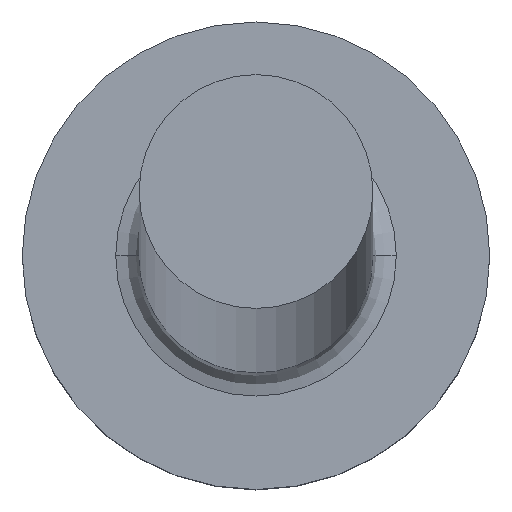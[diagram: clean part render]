
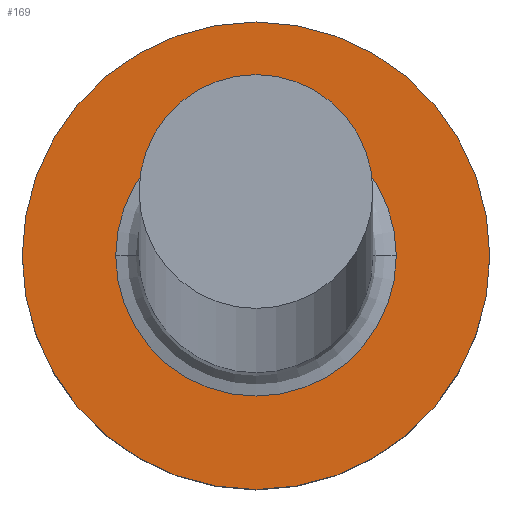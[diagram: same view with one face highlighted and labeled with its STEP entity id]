
A CAD part, top view. The second image highlights one B-rep face of the part: STEP entity #169.
In plain terms, the highlighted planar face has unit normal (0, 0, 1).
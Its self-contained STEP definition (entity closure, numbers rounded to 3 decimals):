
#3 = VERTEX_POINT ( 'NONE', #70 ) ;
#16 = CARTESIAN_POINT ( 'NONE',  ( -1.2, 0., 2. ) ) ;
#17 = DIRECTION ( 'NONE',  ( 0., 0., 1. ) ) ;
#20 = AXIS2_PLACEMENT_3D ( 'NONE', #192, #204, #232 ) ;
#36 = EDGE_LOOP ( 'NONE', ( #224, #302 ) ) ;
#40 = PLANE ( 'NONE',  #243 ) ;
#48 = DIRECTION ( 'NONE',  ( 0., 0., -1. ) ) ;
#49 = CIRCLE ( 'NONE', #20, 2. ) ;
#70 = CARTESIAN_POINT ( 'NONE',  ( -2., 0., 2. ) ) ;
#72 = FACE_OUTER_BOUND ( 'NONE', #36, .T. ) ;
#79 = DIRECTION ( 'NONE',  ( 1., 0., 0. ) ) ;
#82 = FACE_BOUND ( 'NONE', #299, .T. ) ;
#98 = CIRCLE ( 'NONE', #219, 2. ) ;
#111 = EDGE_CURVE ( 'NONE', #133, #212, #121, .T. ) ;
#118 = CARTESIAN_POINT ( 'NONE',  ( 0., 0., 2. ) ) ;
#121 = CIRCLE ( 'NONE', #274, 1.2 ) ;
#133 = VERTEX_POINT ( 'NONE', #220 ) ;
#140 = DIRECTION ( 'NONE',  ( 1., 0., 0. ) ) ;
#150 = DIRECTION ( 'NONE',  ( 1., 0., 0. ) ) ;
#151 = CARTESIAN_POINT ( 'NONE',  ( 0., 0., 2. ) ) ;
#169 = ADVANCED_FACE ( 'NONE', ( #82, #72 ), #40, .T. ) ;
#183 = CARTESIAN_POINT ( 'NONE',  ( 0., 0., 2. ) ) ;
#190 = CARTESIAN_POINT ( 'NONE',  ( 2., 0., 2. ) ) ;
#192 = CARTESIAN_POINT ( 'NONE',  ( 0., 0., 2. ) ) ;
#199 = DIRECTION ( 'NONE',  ( 1., 0., 0. ) ) ;
#202 = EDGE_CURVE ( 'NONE', #3, #246, #98, .T. ) ;
#204 = DIRECTION ( 'NONE',  ( 0., 0., 1. ) ) ;
#208 = ORIENTED_EDGE ( 'NONE', *, *, #237, .T. ) ;
#212 = VERTEX_POINT ( 'NONE', #16 ) ;
#219 = AXIS2_PLACEMENT_3D ( 'NONE', #262, #17, #79 ) ;
#220 = CARTESIAN_POINT ( 'NONE',  ( 1.2, 0., 2. ) ) ;
#224 = ORIENTED_EDGE ( 'NONE', *, *, #202, .T. ) ;
#228 = ORIENTED_EDGE ( 'NONE', *, *, #111, .T. ) ;
#232 = DIRECTION ( 'NONE',  ( 1., 0., 0. ) ) ;
#237 = EDGE_CURVE ( 'NONE', #212, #133, #265, .T. ) ;
#243 = AXIS2_PLACEMENT_3D ( 'NONE', #151, #266, #150 ) ;
#246 = VERTEX_POINT ( 'NONE', #190 ) ;
#262 = CARTESIAN_POINT ( 'NONE',  ( 0., 0., 2. ) ) ;
#265 = CIRCLE ( 'NONE', #283, 1.2 ) ;
#266 = DIRECTION ( 'NONE',  ( 0., 0., 1. ) ) ;
#274 = AXIS2_PLACEMENT_3D ( 'NONE', #183, #48, #140 ) ;
#275 = EDGE_CURVE ( 'NONE', #246, #3, #49, .T. ) ;
#283 = AXIS2_PLACEMENT_3D ( 'NONE', #118, #292, #199 ) ;
#292 = DIRECTION ( 'NONE',  ( 0., 0., -1. ) ) ;
#299 = EDGE_LOOP ( 'NONE', ( #228, #208 ) ) ;
#302 = ORIENTED_EDGE ( 'NONE', *, *, #275, .T. ) ;
